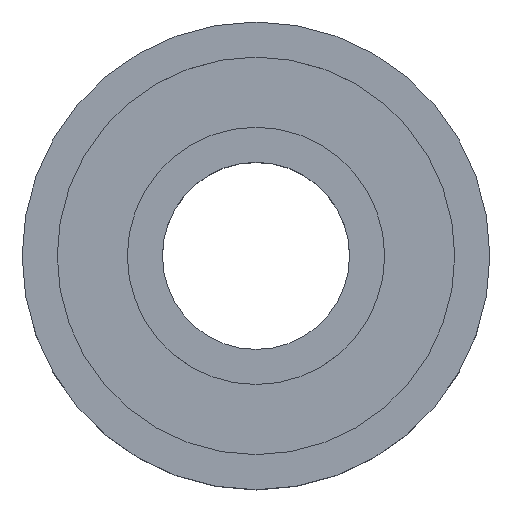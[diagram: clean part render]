
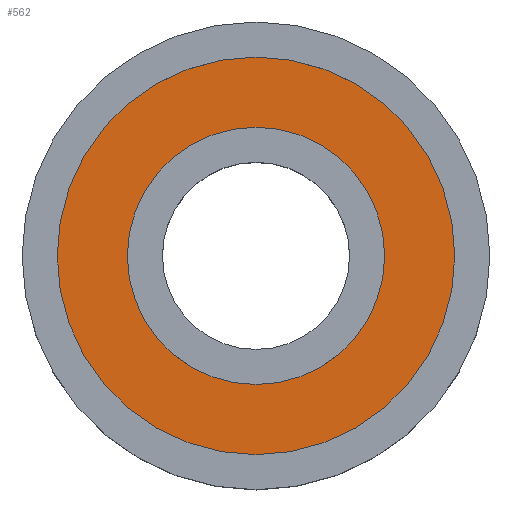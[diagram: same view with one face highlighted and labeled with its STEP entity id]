
A CAD part, top view. The second image highlights one B-rep face of the part: STEP entity #562.
In plain terms, the highlighted planar face has unit normal (0, 0, 1).
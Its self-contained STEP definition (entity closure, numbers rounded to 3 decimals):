
#3 = EDGE_CURVE ( 'NONE', #477, #366, #289, .T. ) ;
#23 = CIRCLE ( 'NONE', #87, 4.366 ) ;
#26 = FACE_OUTER_BOUND ( 'NONE', #363, .T. ) ;
#29 = DIRECTION ( 'NONE',  ( -1., 0., 0. ) ) ;
#45 = EDGE_CURVE ( 'NONE', #204, #210, #305, .T. ) ;
#54 = DIRECTION ( 'NONE',  ( -1., 0., 0. ) ) ;
#87 = AXIS2_PLACEMENT_3D ( 'NONE', #94, #446, #54 ) ;
#94 = CARTESIAN_POINT ( 'NONE',  ( 0., 0., 1.984 ) ) ;
#119 = ORIENTED_EDGE ( 'NONE', *, *, #3, .T. ) ;
#120 = CARTESIAN_POINT ( 'NONE',  ( 4.366, 0., 1.984 ) ) ;
#131 = DIRECTION ( 'NONE',  ( -1., 0., 0. ) ) ;
#137 = AXIS2_PLACEMENT_3D ( 'NONE', #168, #262, #171 ) ;
#157 = EDGE_CURVE ( 'NONE', #210, #204, #337, .T. ) ;
#168 = CARTESIAN_POINT ( 'NONE',  ( 0., 0., 1.984 ) ) ;
#171 = DIRECTION ( 'NONE',  ( -1., 0., 0. ) ) ;
#172 = EDGE_CURVE ( 'NONE', #366, #477, #23, .T. ) ;
#204 = VERTEX_POINT ( 'NONE', #240 ) ;
#210 = VERTEX_POINT ( 'NONE', #538 ) ;
#220 = DIRECTION ( 'NONE',  ( 0., 0., -1. ) ) ;
#240 = CARTESIAN_POINT ( 'NONE',  ( 6.747, 0., 1.984 ) ) ;
#251 = ORIENTED_EDGE ( 'NONE', *, *, #45, .F. ) ;
#259 = AXIS2_PLACEMENT_3D ( 'NONE', #412, #537, #29 ) ;
#262 = DIRECTION ( 'NONE',  ( 0., 0., -1. ) ) ;
#289 = CIRCLE ( 'NONE', #544, 4.366 ) ;
#303 = ORIENTED_EDGE ( 'NONE', *, *, #172, .T. ) ;
#305 = CIRCLE ( 'NONE', #137, 6.747 ) ;
#311 = CARTESIAN_POINT ( 'NONE',  ( 0., 0., 1.984 ) ) ;
#337 = CIRCLE ( 'NONE', #372, 6.747 ) ;
#358 = CARTESIAN_POINT ( 'NONE',  ( 0., 0., 1.984 ) ) ;
#363 = EDGE_LOOP ( 'NONE', ( #376, #251 ) ) ;
#366 = VERTEX_POINT ( 'NONE', #120 ) ;
#372 = AXIS2_PLACEMENT_3D ( 'NONE', #311, #395, #569 ) ;
#376 = ORIENTED_EDGE ( 'NONE', *, *, #157, .F. ) ;
#395 = DIRECTION ( 'NONE',  ( 0., 0., -1. ) ) ;
#412 = CARTESIAN_POINT ( 'NONE',  ( 6.747, 0., 1.984 ) ) ;
#446 = DIRECTION ( 'NONE',  ( 0., 0., -1. ) ) ;
#461 = FACE_BOUND ( 'NONE', #508, .T. ) ;
#477 = VERTEX_POINT ( 'NONE', #493 ) ;
#493 = CARTESIAN_POINT ( 'NONE',  ( -4.366, 0., 1.984 ) ) ;
#496 = PLANE ( 'NONE',  #259 ) ;
#508 = EDGE_LOOP ( 'NONE', ( #119, #303 ) ) ;
#537 = DIRECTION ( 'NONE',  ( 0., 0., -1. ) ) ;
#538 = CARTESIAN_POINT ( 'NONE',  ( -6.747, 0., 1.984 ) ) ;
#544 = AXIS2_PLACEMENT_3D ( 'NONE', #358, #220, #131 ) ;
#562 = ADVANCED_FACE ( 'NONE', ( #26, #461 ), #496, .F. ) ;
#569 = DIRECTION ( 'NONE',  ( -1., 0., 0. ) ) ;
